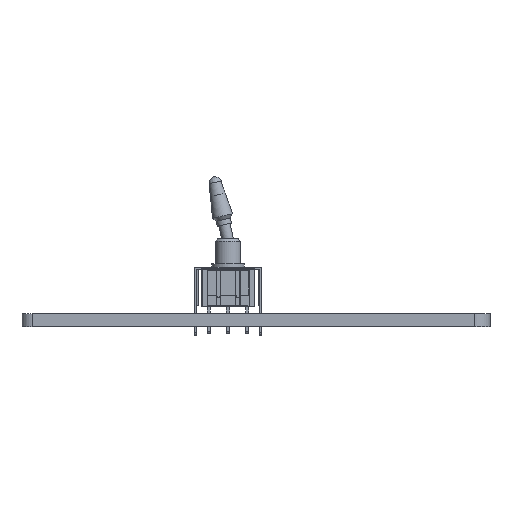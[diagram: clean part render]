
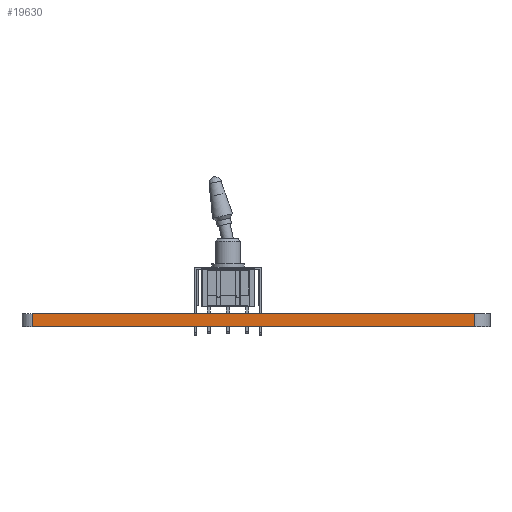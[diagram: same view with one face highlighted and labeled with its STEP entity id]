
A CAD part, left-side view. The second image highlights one B-rep face of the part: STEP entity #19630.
In plain terms, the highlighted planar face has unit normal (-1, 0, 0).
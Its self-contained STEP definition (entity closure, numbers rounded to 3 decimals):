
#13285 = PLANE('',#13286);
#13286 = AXIS2_PLACEMENT_3D('',#13287,#13288,#13289);
#13287 = CARTESIAN_POINT('',(138.395,-84.197,1.6));
#13288 = DIRECTION('',(0.,0.,1.));
#13289 = DIRECTION('',(1.,0.,-0.));
#13340 = PLANE('',#13341);
#13341 = AXIS2_PLACEMENT_3D('',#13342,#13343,#13344);
#13342 = CARTESIAN_POINT('',(138.395,-84.197,0.));
#13343 = DIRECTION('',(0.,0.,1.));
#13344 = DIRECTION('',(1.,0.,-0.));
#13373 = CYLINDRICAL_SURFACE('',#13374,1.905);
#13374 = AXIS2_PLACEMENT_3D('',#13375,#13376,#13377);
#13375 = CARTESIAN_POINT('',(100.507,-110.962,0.));
#13376 = DIRECTION('',(-0.,-0.,-1.));
#13377 = DIRECTION('',(1.,0.,-0.));
#13562 = VERTEX_POINT('',#13563);
#13563 = CARTESIAN_POINT('',(98.602,-56.86,0.));
#13578 = CYLINDRICAL_SURFACE('',#13579,1.27);
#13579 = AXIS2_PLACEMENT_3D('',#13580,#13581,#13582);
#13580 = CARTESIAN_POINT('',(99.872,-56.86,0.));
#13581 = DIRECTION('',(-0.,-0.,-1.));
#13582 = DIRECTION('',(1.,0.,-0.));
#13590 = EDGE_CURVE('',#13562,#13591,#13593,.T.);
#13591 = VERTEX_POINT('',#13592);
#13592 = CARTESIAN_POINT('',(98.602,-110.962,0.));
#13593 = SURFACE_CURVE('',#13594,(#13598,#13605),.PCURVE_S1.);
#13594 = LINE('',#13595,#13596);
#13595 = CARTESIAN_POINT('',(98.602,-56.86,0.));
#13596 = VECTOR('',#13597,1.);
#13597 = DIRECTION('',(0.,-1.,0.));
#13598 = PCURVE('',#13340,#13599);
#13599 = DEFINITIONAL_REPRESENTATION('',(#13600),#13604);
#13600 = LINE('',#13601,#13602);
#13601 = CARTESIAN_POINT('',(-39.793,27.338));
#13602 = VECTOR('',#13603,1.);
#13603 = DIRECTION('',(0.,-1.));
#13604 = ( GEOMETRIC_REPRESENTATION_CONTEXT(2) 
PARAMETRIC_REPRESENTATION_CONTEXT() REPRESENTATION_CONTEXT('2D SPACE',''
  ) );
#13605 = PCURVE('',#13606,#13611);
#13606 = PLANE('',#13607);
#13607 = AXIS2_PLACEMENT_3D('',#13608,#13609,#13610);
#13608 = CARTESIAN_POINT('',(98.602,-56.86,0.));
#13609 = DIRECTION('',(1.,0.,-0.));
#13610 = DIRECTION('',(0.,-1.,0.));
#13611 = DEFINITIONAL_REPRESENTATION('',(#13612),#13616);
#13612 = LINE('',#13613,#13614);
#13613 = CARTESIAN_POINT('',(0.,0.));
#13614 = VECTOR('',#13615,1.);
#13615 = DIRECTION('',(1.,0.));
#13616 = ( GEOMETRIC_REPRESENTATION_CONTEXT(2) 
PARAMETRIC_REPRESENTATION_CONTEXT() REPRESENTATION_CONTEXT('2D SPACE',''
  ) );
#16856 = VERTEX_POINT('',#16857);
#16857 = CARTESIAN_POINT('',(98.602,-56.86,1.6));
#16879 = EDGE_CURVE('',#16856,#16880,#16882,.T.);
#16880 = VERTEX_POINT('',#16881);
#16881 = CARTESIAN_POINT('',(98.602,-110.962,1.6));
#16882 = SURFACE_CURVE('',#16883,(#16887,#16894),.PCURVE_S1.);
#16883 = LINE('',#16884,#16885);
#16884 = CARTESIAN_POINT('',(98.602,-56.86,1.6));
#16885 = VECTOR('',#16886,1.);
#16886 = DIRECTION('',(0.,-1.,0.));
#16887 = PCURVE('',#13285,#16888);
#16888 = DEFINITIONAL_REPRESENTATION('',(#16889),#16893);
#16889 = LINE('',#16890,#16891);
#16890 = CARTESIAN_POINT('',(-39.793,27.338));
#16891 = VECTOR('',#16892,1.);
#16892 = DIRECTION('',(0.,-1.));
#16893 = ( GEOMETRIC_REPRESENTATION_CONTEXT(2) 
PARAMETRIC_REPRESENTATION_CONTEXT() REPRESENTATION_CONTEXT('2D SPACE',''
  ) );
#16894 = PCURVE('',#13606,#16895);
#16895 = DEFINITIONAL_REPRESENTATION('',(#16896),#16900);
#16896 = LINE('',#16897,#16898);
#16897 = CARTESIAN_POINT('',(0.,-1.6));
#16898 = VECTOR('',#16899,1.);
#16899 = DIRECTION('',(1.,0.));
#16900 = ( GEOMETRIC_REPRESENTATION_CONTEXT(2) 
PARAMETRIC_REPRESENTATION_CONTEXT() REPRESENTATION_CONTEXT('2D SPACE',''
  ) );
#19580 = EDGE_CURVE('',#13591,#16880,#19581,.T.);
#19581 = SURFACE_CURVE('',#19582,(#19586,#19593),.PCURVE_S1.);
#19582 = LINE('',#19583,#19584);
#19583 = CARTESIAN_POINT('',(98.602,-110.962,0.));
#19584 = VECTOR('',#19585,1.);
#19585 = DIRECTION('',(0.,0.,1.));
#19586 = PCURVE('',#13373,#19587);
#19587 = DEFINITIONAL_REPRESENTATION('',(#19588),#19592);
#19588 = LINE('',#19589,#19590);
#19589 = CARTESIAN_POINT('',(-3.142,0.));
#19590 = VECTOR('',#19591,1.);
#19591 = DIRECTION('',(-0.,-1.));
#19592 = ( GEOMETRIC_REPRESENTATION_CONTEXT(2) 
PARAMETRIC_REPRESENTATION_CONTEXT() REPRESENTATION_CONTEXT('2D SPACE',''
  ) );
#19593 = PCURVE('',#13606,#19594);
#19594 = DEFINITIONAL_REPRESENTATION('',(#19595),#19599);
#19595 = LINE('',#19596,#19597);
#19596 = CARTESIAN_POINT('',(54.102,0.));
#19597 = VECTOR('',#19598,1.);
#19598 = DIRECTION('',(0.,-1.));
#19599 = ( GEOMETRIC_REPRESENTATION_CONTEXT(2) 
PARAMETRIC_REPRESENTATION_CONTEXT() REPRESENTATION_CONTEXT('2D SPACE',''
  ) );
#19630 = ADVANCED_FACE('',(#19631),#13606,.F.);
#19631 = FACE_BOUND('',#19632,.F.);
#19632 = EDGE_LOOP('',(#19633,#19654,#19655,#19656));
#19633 = ORIENTED_EDGE('',*,*,#19634,.T.);
#19634 = EDGE_CURVE('',#13562,#16856,#19635,.T.);
#19635 = SURFACE_CURVE('',#19636,(#19640,#19647),.PCURVE_S1.);
#19636 = LINE('',#19637,#19638);
#19637 = CARTESIAN_POINT('',(98.602,-56.86,0.));
#19638 = VECTOR('',#19639,1.);
#19639 = DIRECTION('',(0.,0.,1.));
#19640 = PCURVE('',#13606,#19641);
#19641 = DEFINITIONAL_REPRESENTATION('',(#19642),#19646);
#19642 = LINE('',#19643,#19644);
#19643 = CARTESIAN_POINT('',(0.,0.));
#19644 = VECTOR('',#19645,1.);
#19645 = DIRECTION('',(0.,-1.));
#19646 = ( GEOMETRIC_REPRESENTATION_CONTEXT(2) 
PARAMETRIC_REPRESENTATION_CONTEXT() REPRESENTATION_CONTEXT('2D SPACE',''
  ) );
#19647 = PCURVE('',#13578,#19648);
#19648 = DEFINITIONAL_REPRESENTATION('',(#19649),#19653);
#19649 = LINE('',#19650,#19651);
#19650 = CARTESIAN_POINT('',(-3.142,0.));
#19651 = VECTOR('',#19652,1.);
#19652 = DIRECTION('',(-0.,-1.));
#19653 = ( GEOMETRIC_REPRESENTATION_CONTEXT(2) 
PARAMETRIC_REPRESENTATION_CONTEXT() REPRESENTATION_CONTEXT('2D SPACE',''
  ) );
#19654 = ORIENTED_EDGE('',*,*,#16879,.T.);
#19655 = ORIENTED_EDGE('',*,*,#19580,.F.);
#19656 = ORIENTED_EDGE('',*,*,#13590,.F.);
